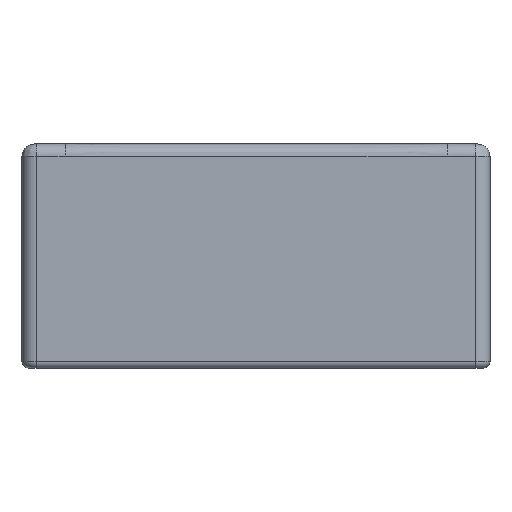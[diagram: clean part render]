
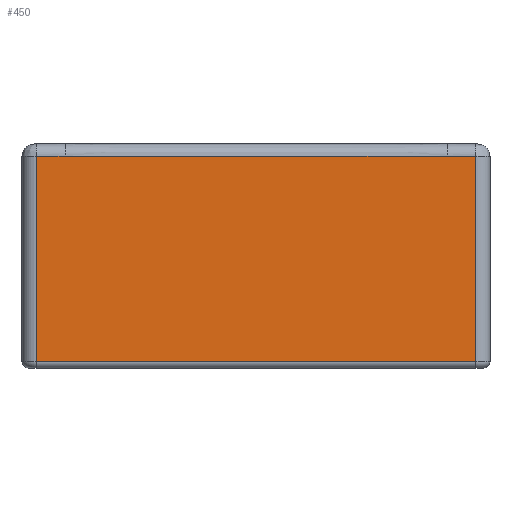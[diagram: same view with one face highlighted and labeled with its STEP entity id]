
A CAD part, front view. The second image highlights one B-rep face of the part: STEP entity #450.
In plain terms, the highlighted planar face has unit normal (0, -1, 0).
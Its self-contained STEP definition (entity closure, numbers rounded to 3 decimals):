
#222=B_SPLINE_CURVE_WITH_KNOTS('',3,(#4549,#4550,#4551,#4552,#4553,#4554,
#4555),.UNSPECIFIED.,.F.,.F.,(4,3,4),(0.,0.5,1.),
 .UNSPECIFIED.);
#336=FACE_OUTER_BOUND('',#744,.T.);
#450=ADVANCED_FACE('',(#336),#566,.F.);
#566=PLANE('',#2097);
#744=EDGE_LOOP('',(#1013,#1014,#1015,#1016,#1017,#1018));
#1013=ORIENTED_EDGE('',*,*,#1732,.T.);
#1014=ORIENTED_EDGE('',*,*,#1733,.T.);
#1015=ORIENTED_EDGE('',*,*,#1734,.T.);
#1016=ORIENTED_EDGE('',*,*,#1735,.T.);
#1017=ORIENTED_EDGE('',*,*,#1736,.T.);
#1018=ORIENTED_EDGE('',*,*,#1737,.T.);
#1551=VERTEX_POINT('',#4541);
#1552=VERTEX_POINT('',#4542);
#1553=VERTEX_POINT('',#4544);
#1554=VERTEX_POINT('',#4546);
#1555=VERTEX_POINT('',#4548);
#1556=VERTEX_POINT('',#4556);
#1732=EDGE_CURVE('',#1551,#1552,#1935,.T.);
#1733=EDGE_CURVE('',#1552,#1553,#1936,.T.);
#1734=EDGE_CURVE('',#1553,#1554,#1937,.T.);
#1735=EDGE_CURVE('',#1554,#1555,#1938,.T.);
#1736=EDGE_CURVE('',#1555,#1556,#222,.T.);
#1737=EDGE_CURVE('',#1556,#1551,#1939,.T.);
#1935=LINE('',#4540,#2016);
#1936=LINE('',#4543,#2017);
#1937=LINE('',#4545,#2018);
#1938=LINE('',#4547,#2019);
#1939=LINE('',#4557,#2020);
#2016=VECTOR('',#2391,1.);
#2017=VECTOR('',#2392,1.);
#2018=VECTOR('',#2393,1.);
#2019=VECTOR('',#2394,1.);
#2020=VECTOR('',#2395,1.);
#2097=AXIS2_PLACEMENT_3D('',#4558,#2396,#2397);
#2391=DIRECTION('',(0.,0.,-1.));
#2392=DIRECTION('',(1.,0.,0.));
#2393=DIRECTION('',(0.,0.,1.));
#2394=DIRECTION('',(-1.,0.,0.));
#2395=DIRECTION('',(-1.,0.,0.));
#2396=DIRECTION('',(0.,1.,0.));
#2397=DIRECTION('',(0.,0.,1.));
#4540=CARTESIAN_POINT('',(-108.,-185.,110.));
#4541=CARTESIAN_POINT('',(-108.,-185.,104.));
#4542=CARTESIAN_POINT('',(-108.,-185.,3.));
#4543=CARTESIAN_POINT('',(-115.,-185.,3.));
#4544=CARTESIAN_POINT('',(107.783,-185.,3.));
#4545=CARTESIAN_POINT('',(107.783,-185.,110.));
#4546=CARTESIAN_POINT('',(107.783,-185.,104.));
#4547=CARTESIAN_POINT('',(93.77,-185.,104.));
#4548=CARTESIAN_POINT('',(93.77,-185.,104.));
#4549=CARTESIAN_POINT('',(93.77,-185.,104.));
#4550=CARTESIAN_POINT('',(62.513,-185.,103.989));
#4551=CARTESIAN_POINT('',(31.257,-185.,103.867));
#4552=CARTESIAN_POINT('',(0.,-185.,103.867));
#4553=CARTESIAN_POINT('',(-31.258,-185.,103.867));
#4554=CARTESIAN_POINT('',(-62.516,-185.,103.989));
#4555=CARTESIAN_POINT('',(-93.774,-185.,104.));
#4556=CARTESIAN_POINT('',(-93.774,-185.,104.));
#4557=CARTESIAN_POINT('',(-108.,-185.,104.));
#4558=CARTESIAN_POINT('',(-115.,-185.,110.));
